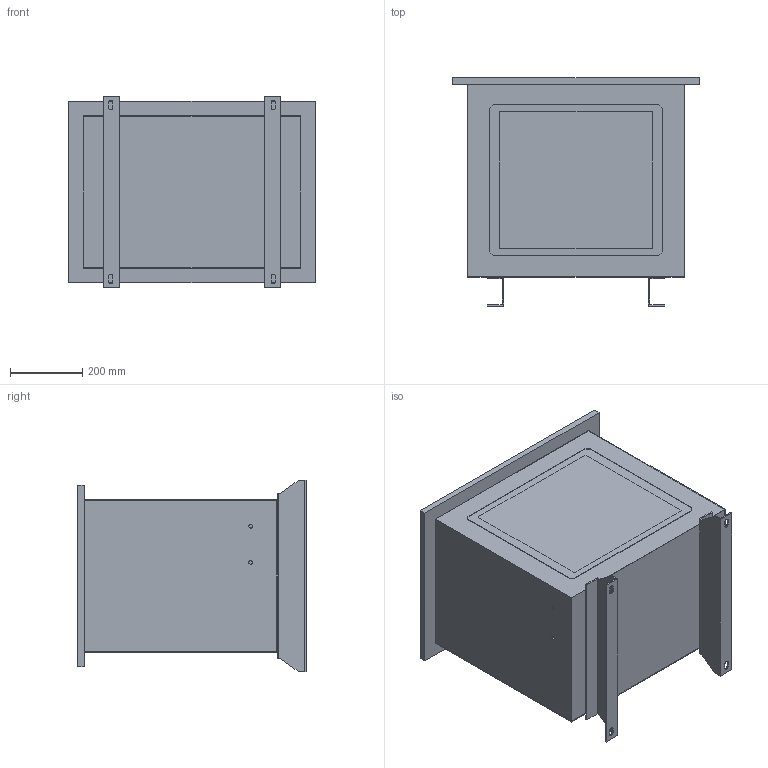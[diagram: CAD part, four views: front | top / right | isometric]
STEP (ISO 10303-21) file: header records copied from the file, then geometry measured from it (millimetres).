
FILE_DESCRIPTION (( 'STEP AP214' ), '1' );
FILE_NAME ('276783.STEP', '2020-09-28T05:18:11', ( '' ), ( '' ), 'SwSTEP 2.0', 'SolidWorks 2018', '' );
FILE_SCHEMA (( 'AUTOMOTIVE_DESIGN' ));
Length unit declared in the file: millimetre
Products named in the file (1): 276783
Bounding box: 680 x 631.2 x 530 mm (x, y, z)
Volume: 8818160.1 mm3; surface area: 3646190.6 mm2
Topology: 1 solids, 1 shells, 87 faces, 232 edges, 152 vertices
Faces by surface type: plane 71, cylinder 16
Entity records: 2728 total; most frequent: CARTESIAN_POINT 472, ORIENTED_EDGE 464, DIRECTION 440, EDGE_CURVE 232, VECTOR 200, LINE 200, VERTEX_POINT 152, AXIS2_PLACEMENT_3D 120
